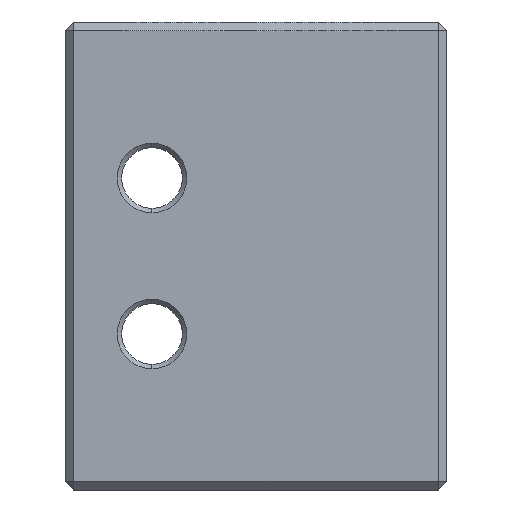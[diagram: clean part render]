
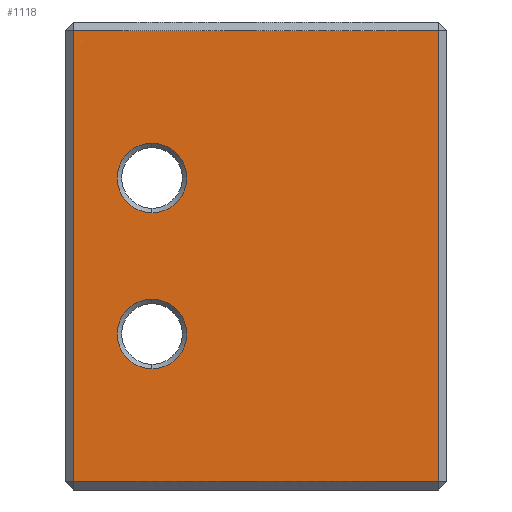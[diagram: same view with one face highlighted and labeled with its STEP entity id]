
A CAD part, left-side view. The second image highlights one B-rep face of the part: STEP entity #1118.
In plain terms, the highlighted planar face has unit normal (-1, 0, 0).
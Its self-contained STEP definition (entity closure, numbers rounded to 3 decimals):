
#41 = ORIENTED_EDGE ( 'NONE', *, *, #1868, .T. ) ;
#42 = FACE_BOUND ( 'NONE', #700, .T. ) ;
#55 = EDGE_CURVE ( 'NONE', #1255, #2380, #1410, .T. ) ;
#87 = VERTEX_POINT ( 'NONE', #136 ) ;
#136 = CARTESIAN_POINT ( 'NONE',  ( -8., -7.5, 0.5 ) ) ;
#160 = AXIS2_PLACEMENT_3D ( 'NONE', #263, #3488, #931 ) ;
#248 = EDGE_CURVE ( 'NONE', #3274, #2644, #1950, .T. ) ;
#263 = CARTESIAN_POINT ( 'NONE',  ( -8., 9., 18. ) ) ;
#395 = CARTESIAN_POINT ( 'NONE',  ( -8., 14., 0.5 ) ) ;
#403 = CARTESIAN_POINT ( 'NONE',  ( -8., 14., 26.5 ) ) ;
#409 = CARTESIAN_POINT ( 'NONE',  ( -8., -7.5, 27. ) ) ;
#419 = VERTEX_POINT ( 'NONE', #2070 ) ;
#465 = DIRECTION ( 'NONE',  ( 0., 0., -1. ) ) ;
#522 = CARTESIAN_POINT ( 'NONE',  ( -8., 9., 9. ) ) ;
#700 = EDGE_LOOP ( 'NONE', ( #3740, #1160 ) ) ;
#713 = CIRCLE ( 'NONE', #160, 2. ) ;
#718 = CARTESIAN_POINT ( 'NONE',  ( -8., 9., 7. ) ) ;
#743 = EDGE_CURVE ( 'NONE', #2380, #1255, #713, .T. ) ;
#794 = DIRECTION ( 'NONE',  ( 1., 0., 0. ) ) ;
#815 = EDGE_LOOP ( 'NONE', ( #2880, #1455 ) ) ;
#931 = DIRECTION ( 'NONE',  ( 0., 0., -1. ) ) ;
#1098 = AXIS2_PLACEMENT_3D ( 'NONE', #522, #3162, #1750 ) ;
#1118 = ADVANCED_FACE ( 'NONE', ( #1737, #42, #2897 ), #2954, .F. ) ;
#1150 = CIRCLE ( 'NONE', #3290, 2. ) ;
#1160 = ORIENTED_EDGE ( 'NONE', *, *, #743, .T. ) ;
#1170 = LINE ( 'NONE', #395, #2726 ) ;
#1173 = VECTOR ( 'NONE', #1299, 1000. ) ;
#1255 = VERTEX_POINT ( 'NONE', #2383 ) ;
#1299 = DIRECTION ( 'NONE',  ( 0., 1., 0. ) ) ;
#1337 = CARTESIAN_POINT ( 'NONE',  ( -8., 9., 18. ) ) ;
#1341 = VECTOR ( 'NONE', #2157, 1000. ) ;
#1410 = CIRCLE ( 'NONE', #2862, 2. ) ;
#1455 = ORIENTED_EDGE ( 'NONE', *, *, #248, .T. ) ;
#1512 = CARTESIAN_POINT ( 'NONE',  ( -8., 14., 27. ) ) ;
#1526 = VERTEX_POINT ( 'NONE', #3357 ) ;
#1737 = FACE_OUTER_BOUND ( 'NONE', #2203, .T. ) ;
#1750 = DIRECTION ( 'NONE',  ( 0., 0., -1. ) ) ;
#1868 = EDGE_CURVE ( 'NONE', #2863, #419, #2457, .T. ) ;
#1922 = DIRECTION ( 'NONE',  ( 0., 0., -1. ) ) ;
#1950 = CIRCLE ( 'NONE', #1098, 2. ) ;
#2016 = DIRECTION ( 'NONE',  ( 0., 0., -1. ) ) ;
#2070 = CARTESIAN_POINT ( 'NONE',  ( -8., 13.5, 26.5 ) ) ;
#2157 = DIRECTION ( 'NONE',  ( 0., 0., 1. ) ) ;
#2166 = AXIS2_PLACEMENT_3D ( 'NONE', #1512, #3167, #2917 ) ;
#2179 = CARTESIAN_POINT ( 'NONE',  ( -8., -7.5, 26.5 ) ) ;
#2203 = EDGE_LOOP ( 'NONE', ( #2561, #3153, #41, #3367 ) ) ;
#2235 = CARTESIAN_POINT ( 'NONE',  ( -8., 9., 16. ) ) ;
#2380 = VERTEX_POINT ( 'NONE', #2235 ) ;
#2383 = CARTESIAN_POINT ( 'NONE',  ( -8., 9., 20. ) ) ;
#2457 = LINE ( 'NONE', #403, #1173 ) ;
#2561 = ORIENTED_EDGE ( 'NONE', *, *, #2725, .T. ) ;
#2585 = LINE ( 'NONE', #3767, #3663 ) ;
#2644 = VERTEX_POINT ( 'NONE', #3427 ) ;
#2704 = LINE ( 'NONE', #409, #1341 ) ;
#2725 = EDGE_CURVE ( 'NONE', #1526, #87, #1170, .T. ) ;
#2726 = VECTOR ( 'NONE', #3621, 1000. ) ;
#2817 = CARTESIAN_POINT ( 'NONE',  ( -8., 9., 9. ) ) ;
#2862 = AXIS2_PLACEMENT_3D ( 'NONE', #1337, #3417, #465 ) ;
#2863 = VERTEX_POINT ( 'NONE', #2179 ) ;
#2880 = ORIENTED_EDGE ( 'NONE', *, *, #3270, .T. ) ;
#2897 = FACE_BOUND ( 'NONE', #815, .T. ) ;
#2917 = DIRECTION ( 'NONE',  ( 0., 1., 0. ) ) ;
#2954 = PLANE ( 'NONE',  #2166 ) ;
#3129 = EDGE_CURVE ( 'NONE', #87, #2863, #2704, .T. ) ;
#3153 = ORIENTED_EDGE ( 'NONE', *, *, #3129, .T. ) ;
#3162 = DIRECTION ( 'NONE',  ( 1., 0., 0. ) ) ;
#3167 = DIRECTION ( 'NONE',  ( 1., 0., 0. ) ) ;
#3270 = EDGE_CURVE ( 'NONE', #2644, #3274, #1150, .T. ) ;
#3274 = VERTEX_POINT ( 'NONE', #718 ) ;
#3290 = AXIS2_PLACEMENT_3D ( 'NONE', #2817, #794, #1922 ) ;
#3357 = CARTESIAN_POINT ( 'NONE',  ( -8., 13.5, 0.5 ) ) ;
#3367 = ORIENTED_EDGE ( 'NONE', *, *, #3533, .T. ) ;
#3417 = DIRECTION ( 'NONE',  ( 1., 0., 0. ) ) ;
#3427 = CARTESIAN_POINT ( 'NONE',  ( -8., 9., 11. ) ) ;
#3488 = DIRECTION ( 'NONE',  ( 1., 0., 0. ) ) ;
#3533 = EDGE_CURVE ( 'NONE', #419, #1526, #2585, .T. ) ;
#3621 = DIRECTION ( 'NONE',  ( 0., -1., 0. ) ) ;
#3663 = VECTOR ( 'NONE', #2016, 1000. ) ;
#3740 = ORIENTED_EDGE ( 'NONE', *, *, #55, .T. ) ;
#3767 = CARTESIAN_POINT ( 'NONE',  ( -8., 13.5, 27. ) ) ;
